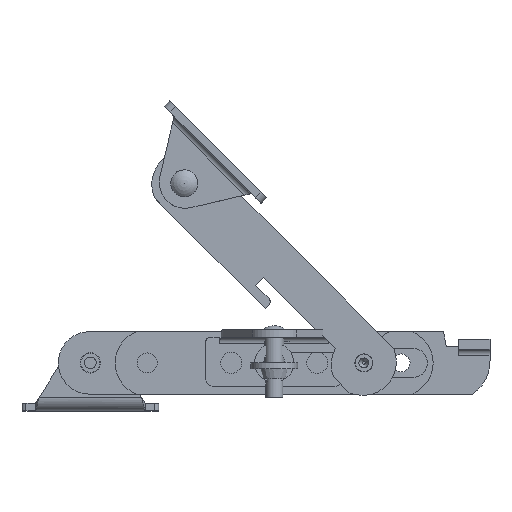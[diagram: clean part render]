
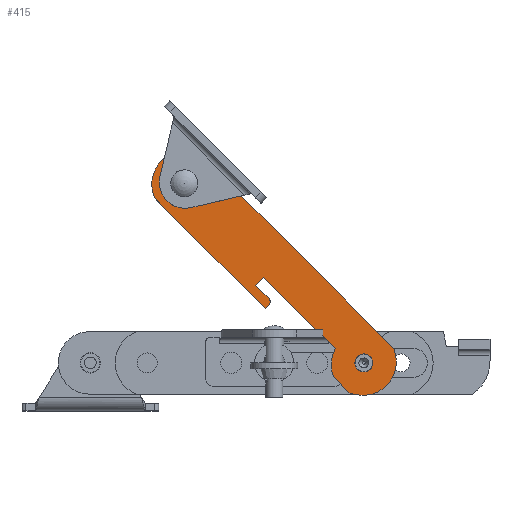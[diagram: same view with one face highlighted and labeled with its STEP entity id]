
A CAD part, top view. The second image highlights one B-rep face of the part: STEP entity #415.
In plain terms, the highlighted face is planar.
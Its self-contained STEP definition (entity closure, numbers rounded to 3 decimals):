
#415 = ADVANCED_FACE( '', ( #528, #529, #530 ), #531, .T. );
#528 = FACE_BOUND( '', #730, .T. );
#529 = FACE_BOUND( '', #731, .T. );
#530 = FACE_OUTER_BOUND( '', #732, .T. );
#531 = PLANE( '', #733 );
#730 = EDGE_LOOP( '', ( #1175 ) );
#731 = EDGE_LOOP( '', ( #1176 ) );
#732 = EDGE_LOOP( '', ( #1177, #1178, #1179, #1180, #1181, #1182, #1183, #1184, #1185, #1186, #1187, #1188, #1189 ) );
#733 = AXIS2_PLACEMENT_3D( '', #1190, #1191, #1192 );
#1175 = ORIENTED_EDGE( '', *, *, #1634, .T. );
#1176 = ORIENTED_EDGE( '', *, *, #1635, .T. );
#1177 = ORIENTED_EDGE( '', *, *, #1632, .T. );
#1178 = ORIENTED_EDGE( '', *, *, #1636, .T. );
#1179 = ORIENTED_EDGE( '', *, *, #1637, .T. );
#1180 = ORIENTED_EDGE( '', *, *, #1638, .T. );
#1181 = ORIENTED_EDGE( '', *, *, #1639, .T. );
#1182 = ORIENTED_EDGE( '', *, *, #1640, .T. );
#1183 = ORIENTED_EDGE( '', *, *, #1641, .T. );
#1184 = ORIENTED_EDGE( '', *, *, #1642, .T. );
#1185 = ORIENTED_EDGE( '', *, *, #1643, .T. );
#1186 = ORIENTED_EDGE( '', *, *, #1644, .T. );
#1187 = ORIENTED_EDGE( '', *, *, #1645, .T. );
#1188 = ORIENTED_EDGE( '', *, *, #1625, .T. );
#1189 = ORIENTED_EDGE( '', *, *, #1628, .T. );
#1190 = CARTESIAN_POINT( '', ( -32.132, 0., -2.5 ) );
#1191 = DIRECTION( '', ( 0., 0., -1. ) );
#1192 = DIRECTION( '', ( -1., 0., 0. ) );
#1625 = EDGE_CURVE( '', #1838, #1835, #1839, .T. );
#1628 = EDGE_CURVE( '', #1835, #1843, #1844, .T. );
#1632 = EDGE_CURVE( '', #1843, #1848, #1851, .T. );
#1634 = EDGE_CURVE( '', #1853, #1853, #1854, .T. );
#1635 = EDGE_CURVE( '', #1855, #1855, #1856, .T. );
#1636 = EDGE_CURVE( '', #1848, #1857, #1858, .F. );
#1637 = EDGE_CURVE( '', #1857, #1859, #1860, .F. );
#1638 = EDGE_CURVE( '', #1859, #1861, #1862, .T. );
#1639 = EDGE_CURVE( '', #1861, #1863, #1864, .T. );
#1640 = EDGE_CURVE( '', #1863, #1865, #1866, .F. );
#1641 = EDGE_CURVE( '', #1865, #1867, #1868, .F. );
#1642 = EDGE_CURVE( '', #1867, #1869, #1870, .T. );
#1643 = EDGE_CURVE( '', #1869, #1871, #1872, .F. );
#1644 = EDGE_CURVE( '', #1871, #1873, #1874, .T. );
#1645 = EDGE_CURVE( '', #1873, #1838, #1875, .T. );
#1835 = VERTEX_POINT( '', #2172 );
#1838 = VERTEX_POINT( '', #2176 );
#1839 = LINE( '', #2177, #2178 );
#1843 = VERTEX_POINT( '', #2184 );
#1844 = LINE( '', #2185, #2186 );
#1848 = VERTEX_POINT( '', #2192 );
#1851 = CIRCLE( '', #2196, 8.568 );
#1853 = VERTEX_POINT( '', #2198 );
#1854 = CIRCLE( '', #2199, 2.3 );
#1855 = VERTEX_POINT( '', #2200 );
#1856 = CIRCLE( '', #2201, 2.55 );
#1857 = VERTEX_POINT( '', #2202 );
#1858 = LINE( '', #2203, #2204 );
#1859 = VERTEX_POINT( '', #2205 );
#1860 = LINE( '', #2206, #2207 );
#1861 = VERTEX_POINT( '', #2208 );
#1862 = CIRCLE( '', #2209, 1. );
#1863 = VERTEX_POINT( '', #2210 );
#1864 = LINE( '', #2211, #2212 );
#1865 = VERTEX_POINT( '', #2213 );
#1866 = LINE( '', #2214, #2215 );
#1867 = VERTEX_POINT( '', #2216 );
#1868 = LINE( '', #2217, #2218 );
#1869 = VERTEX_POINT( '', #2219 );
#1870 = CIRCLE( '', #2220, 8.57 );
#1871 = VERTEX_POINT( '', #2221 );
#1872 = LINE( '', #2222, #2223 );
#1873 = VERTEX_POINT( '', #2224 );
#1874 = LINE( '', #2225, #2226 );
#1875 = CIRCLE( '', #2227, 8.568 );
#2172 = CARTESIAN_POINT( '', ( 35.5, -8., -2.5 ) );
#2176 = CARTESIAN_POINT( '', ( 36.678, -7.263, -2.5 ) );
#2177 = CARTESIAN_POINT( '', ( 36.678, -7.263, -2.5 ) );
#2178 = VECTOR( '', #2532, 1000. );
#2184 = CARTESIAN_POINT( '', ( -35.2, -8., -2.5 ) );
#2185 = CARTESIAN_POINT( '', ( -32.132, -8., -2.5 ) );
#2186 = VECTOR( '', #2535, 1000. );
#2192 = CARTESIAN_POINT( '', ( -35.2, 8., -2.5 ) );
#2196 = AXIS2_PLACEMENT_3D( '', #2539, #2540, #2541 );
#2198 = CARTESIAN_POINT( '', ( 34.8, 0., -2.5 ) );
#2199 = AXIS2_PLACEMENT_3D( '', #2545, #2546, #2547 );
#2200 = CARTESIAN_POINT( '', ( -29.95, 0., -2.5 ) );
#2201 = AXIS2_PLACEMENT_3D( '', #2548, #2549, #2550 );
#2202 = CARTESIAN_POINT( '', ( 4.8, 8., -2.5 ) );
#2203 = CARTESIAN_POINT( '', ( -32.132, 8., -2.5 ) );
#2204 = VECTOR( '', #2551, 1000. );
#2205 = CARTESIAN_POINT( '', ( 4.8, 6.55, -2.5 ) );
#2206 = CARTESIAN_POINT( '', ( 4.8, 0., -2.5 ) );
#2207 = VECTOR( '', #2552, 1000. );
#2208 = CARTESIAN_POINT( '', ( 3.8, 5.55, -2.5 ) );
#2209 = AXIS2_PLACEMENT_3D( '', #2553, #2554, #2555 );
#2210 = CARTESIAN_POINT( '', ( -1.2, 5.55, -2.5 ) );
#2211 = CARTESIAN_POINT( '', ( -32.132, 5.55, -2.5 ) );
#2212 = VECTOR( '', #2556, 1000. );
#2213 = CARTESIAN_POINT( '', ( -1.2, 2.65, -2.5 ) );
#2214 = CARTESIAN_POINT( '', ( -1.2, 0., -2.5 ) );
#2215 = VECTOR( '', #2557, 1000. );
#2216 = CARTESIAN_POINT( '', ( 24.8, 2.65, -2.5 ) );
#2217 = CARTESIAN_POINT( '', ( -32.132, 2.65, -2.5 ) );
#2218 = VECTOR( '', #2558, 1000. );
#2219 = CARTESIAN_POINT( '', ( 29.5, 8., -2.5 ) );
#2220 = AXIS2_PLACEMENT_3D( '', #2559, #2560, #2561 );
#2221 = CARTESIAN_POINT( '', ( 35.5, 8., -2.5 ) );
#2222 = CARTESIAN_POINT( '', ( -32.132, 8., -2.5 ) );
#2223 = VECTOR( '', #2562, 1000. );
#2224 = CARTESIAN_POINT( '', ( 36.678, 7.263, -2.5 ) );
#2225 = CARTESIAN_POINT( '', ( 35.5, 8., -2.5 ) );
#2226 = VECTOR( '', #2563, 1000. );
#2227 = AXIS2_PLACEMENT_3D( '', #2564, #2565, #2566 );
#2532 = DIRECTION( '', ( -0.848, -0.531, 0. ) );
#2535 = DIRECTION( '', ( -1., 0., 0. ) );
#2539 = CARTESIAN_POINT( '', ( -32.132, 0., -2.5 ) );
#2540 = DIRECTION( '', ( 0., 0., -1. ) );
#2541 = DIRECTION( '', ( -1., 0., 0. ) );
#2545 = CARTESIAN_POINT( '', ( 32.5, 0., -2.5 ) );
#2546 = DIRECTION( '', ( 0., 0., 1. ) );
#2547 = DIRECTION( '', ( 1., 0., 0. ) );
#2548 = CARTESIAN_POINT( '', ( -32.5, 0., -2.5 ) );
#2549 = DIRECTION( '', ( 0., 0., 1. ) );
#2550 = DIRECTION( '', ( 1., 0., 0. ) );
#2551 = DIRECTION( '', ( -1., 0., 0. ) );
#2552 = DIRECTION( '', ( 0., 1., 0. ) );
#2553 = CARTESIAN_POINT( '', ( 3.8, 6.55, -2.5 ) );
#2554 = DIRECTION( '', ( 0., 0., -1. ) );
#2555 = DIRECTION( '', ( -1., 0., 0. ) );
#2556 = DIRECTION( '', ( -1., 0., 0. ) );
#2557 = DIRECTION( '', ( 0., 1., 0. ) );
#2558 = DIRECTION( '', ( -1., 0., 0. ) );
#2559 = CARTESIAN_POINT( '', ( 33.006, 0.18, -2.5 ) );
#2560 = DIRECTION( '', ( 0., 0., -1. ) );
#2561 = DIRECTION( '', ( -1., 0., 0. ) );
#2562 = DIRECTION( '', ( -1., 0., 0. ) );
#2563 = DIRECTION( '', ( 0.848, -0.531, 0. ) );
#2564 = CARTESIAN_POINT( '', ( 32.132, 0., -2.5 ) );
#2565 = DIRECTION( '', ( 0., 0., -1. ) );
#2566 = DIRECTION( '', ( -1., 0., 0. ) );
